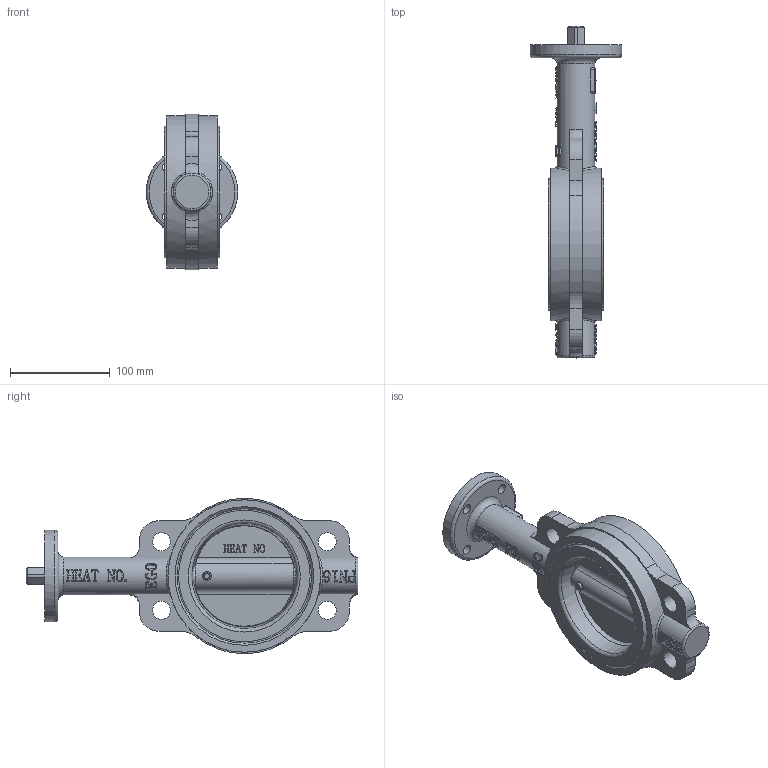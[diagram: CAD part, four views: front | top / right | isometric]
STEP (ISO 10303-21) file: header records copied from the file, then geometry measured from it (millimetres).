
FILE_DESCRIPTION(/* description */ (''),/* implementation_level */ '2;1');
FILE_NAME(/* name */ 'DN100 Wafer.stp',/* time_stamp */ '2019-10-04T10:59:57+02:00',/* author */ ('A8711351'),/* organization */ (''),/* preprocessor_version */ 'ST-DEVELOPER v18',/* originating_system */ 'Autodesk Inventor 2020',/* authorisation */ '');
FILE_SCHEMA (('AUTOMOTIVE_DESIGN { 1 0 10303 214 3 1 1 }'));
Products named in the file (8): Î¦+õ¦Õ1; 1.BODY A; 2.SEAT; 3.DISC; 4.SHAFT; 7.BUSHING; 5.PIN; 8.NAME PLATE
Assembly tree (7 placements, depth 2):
  Î¦+õ¦Õ1
    1.BODY A
    2.SEAT
    3.DISC
    4.SHAFT
    7.BUSHING
    5.PIN
    8.NAME PLATE
Bounding box: 92 x 333 x 156 mm (x, y, z)
Volume: 936034.4 mm3; surface area: 209561.9 mm2
Topology: 7 solids, 7 shells, 1146 faces, 4388 edges, 3425 vertices
Faces by surface type: plane 654, bspline 362, cylinder 101, cone 15, torus 12, sphere 2
Full cylindrical faces by diameter (mm): 10 x4, 15.77 x1, 15.8 x2, 18 x4, 20.62 x3, 38 x1, 55 x1, 92 x1, 132 x2, 135 x2, 153 x2
Entity records: 119214 total; most frequent: CARTESIAN_POINT 84186, ORIENTED_EDGE 8770, DIRECTION 4991, EDGE_CURVE 4385, VERTEX_POINT 3425, LINE 2455, VECTOR 2455, B_SPLINE_CURVE_WITH_KNOTS 1458
